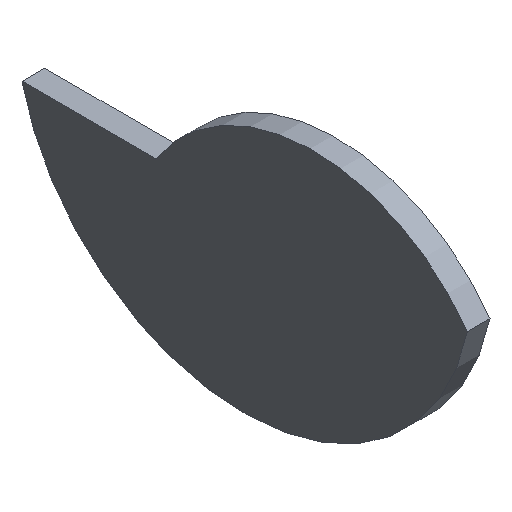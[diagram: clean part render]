
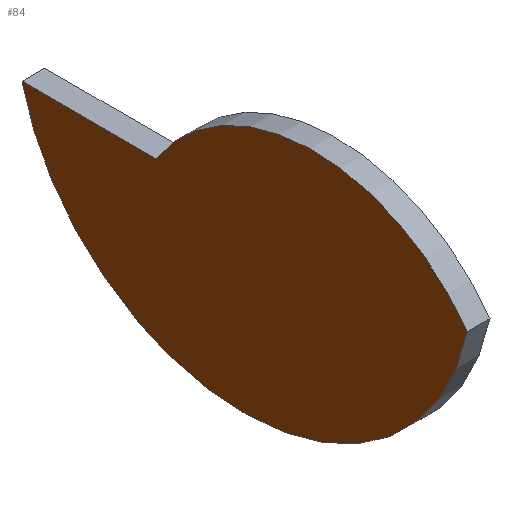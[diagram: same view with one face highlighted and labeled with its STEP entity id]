
A CAD part, isometric view. The second image highlights one B-rep face of the part: STEP entity #84.
In plain terms, the highlighted planar face has unit normal (-1, 0, 0).
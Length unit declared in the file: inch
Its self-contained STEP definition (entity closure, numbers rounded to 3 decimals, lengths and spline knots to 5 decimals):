
#20=PLANE('',#115);
#25=FACE_OUTER_BOUND('',#30,.T.);
#30=EDGE_LOOP('',(#75,#76,#77));
#33=LINE('',#153,#38);
#38=VECTOR('',#128,0.3937);
#41=CIRCLE('',#108,0.52005);
#43=CIRCLE('',#112,0.63059);
#45=VERTEX_POINT('',#143);
#46=VERTEX_POINT('',#144);
#49=VERTEX_POINT('',#152);
#51=EDGE_CURVE('',#45,#46,#41,.T.);
#55=EDGE_CURVE('',#49,#45,#33,.T.);
#58=EDGE_CURVE('',#46,#49,#43,.T.);
#75=ORIENTED_EDGE('',*,*,#58,.F.);
#76=ORIENTED_EDGE('',*,*,#51,.F.);
#77=ORIENTED_EDGE('',*,*,#55,.F.);
#84=ADVANCED_FACE('',(#25),#20,.F.);
#108=AXIS2_PLACEMENT_3D('',#145,#120,#121);
#112=AXIS2_PLACEMENT_3D('',#158,#133,#134);
#115=AXIS2_PLACEMENT_3D('',#161,#139,#140);
#120=DIRECTION('center_axis',(1.,0.,0.));
#121=DIRECTION('ref_axis',(0.,0.839,0.545));
#128=DIRECTION('',(0.,-1.,0.));
#133=DIRECTION('center_axis',(1.,0.,0.));
#134=DIRECTION('ref_axis',(0.,-0.98,-0.2));
#139=DIRECTION('center_axis',(1.,0.,0.));
#140=DIRECTION('ref_axis',(0.,0.,-1.));
#143=CARTESIAN_POINT('',(0.,0.30802,0.41952));
#144=CARTESIAN_POINT('',(0.,-0.55347,0.43556));
#145=CARTESIAN_POINT('Origin',(0.,-0.12815,0.1363));
#152=CARTESIAN_POINT('',(0.,0.67861,0.41952));
#153=CARTESIAN_POINT('',(0.,0.67861,0.41952));
#158=CARTESIAN_POINT('Origin',(0.,0.06432,0.56199));
#161=CARTESIAN_POINT('Origin',(0.,0.06257,0.29387));
